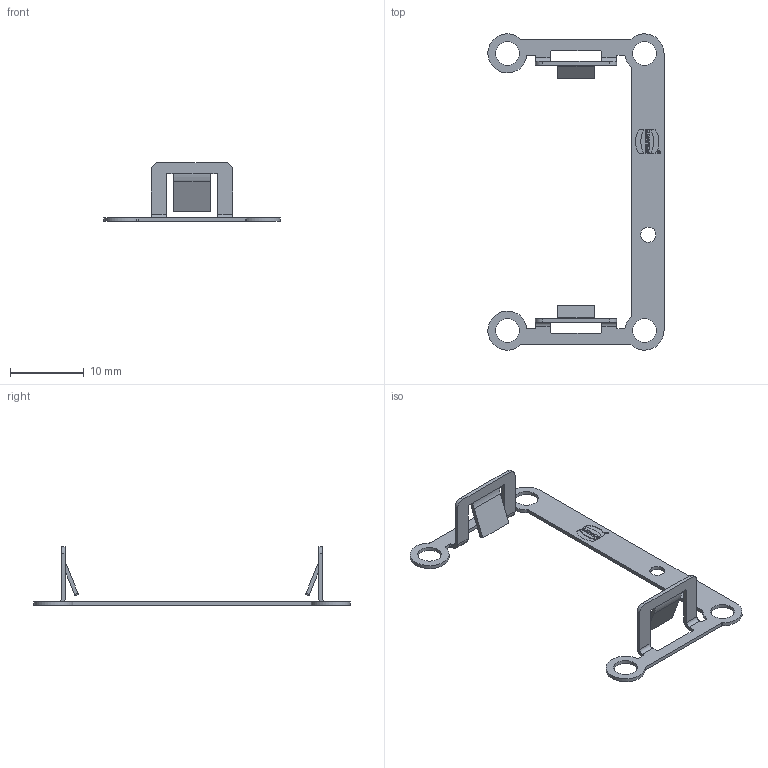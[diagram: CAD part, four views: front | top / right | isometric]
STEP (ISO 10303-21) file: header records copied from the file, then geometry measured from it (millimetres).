
FILE_DESCRIPTION(/* description */ (''),/* implementation_level */ '2;1');
FILE_NAME(/* name */ '100547952ugm000_a.stp',/* time_stamp */ '2013-08-29T12:46:16+02:00',/* author */ (''),/* organization */ (''),/* preprocessor_version */ 'ST-DEVELOPER v15',/* originating_system */ 'SIEMENS PLM Software NX 8.5',/* authorisation */ '');
FILE_SCHEMA (('AUTOMOTIVE_DESIGN { 1 0 10303 214 3 1 1 1 }'));
Length unit declared in the file: millimetre
Products named in the file (1): 100547952ugm000_a
Bounding box: 23.89 x 42.89 x 8 mm (x, y, z)
Volume: 194.9 mm3; surface area: 950.1 mm2
Topology: 1 solids, 1 shells, 206 faces, 563 edges, 370 vertices
Faces by surface type: plane 129, cylinder 67, bspline 8, extrusion 2
Full cylindrical faces by diameter (mm): 0.363 x1, 0.429 x1, 2.05 x1, 3.2 x4
Entity records: 7396 total; most frequent: CARTESIAN_POINT 1404, ORIENTED_EDGE 1112, DIRECTION 1069, EDGE_CURVE 556, VECTOR 411, LINE 409, VERTEX_POINT 370, AXIS2_PLACEMENT_3D 329
